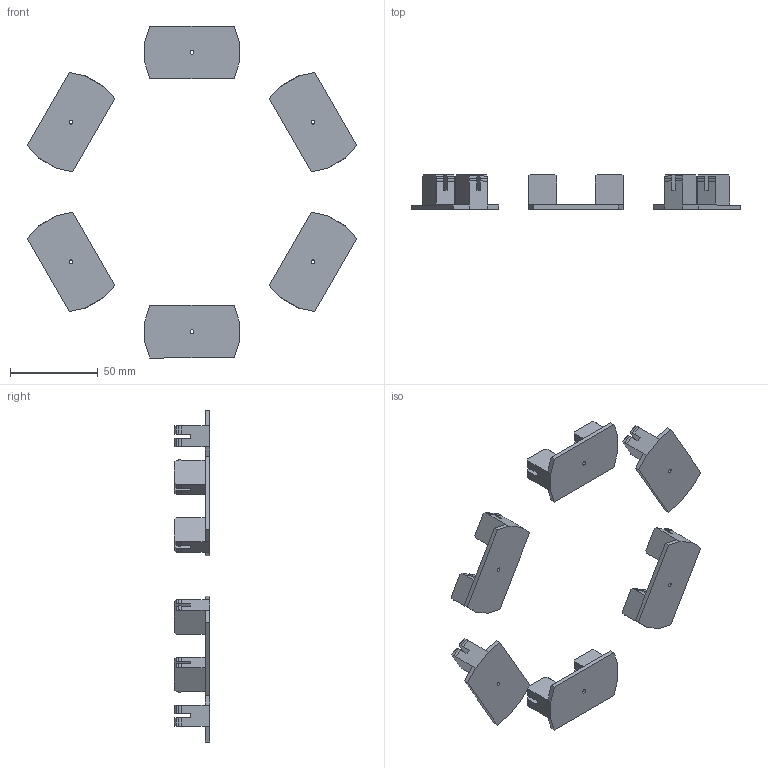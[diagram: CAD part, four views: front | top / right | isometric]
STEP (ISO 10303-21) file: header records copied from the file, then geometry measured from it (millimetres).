
FILE_DESCRIPTION(/* description */ (''),/* implementation_level */ '2;1');
FILE_NAME(/* name */ 'Connectors.stp',/* time_stamp */ '2025-09-12T00:14:30+02:00',/* author */ (''),/* organization */ (''),/* preprocessor_version */ 'ST-DEVELOPER v20.1',/* originating_system */ 'Autodesk Translation Framework v14.10.0.0',/* authorisation */ '');
FILE_SCHEMA (('AUTOMOTIVE_DESIGN { 1 0 10303 214 3 1 1 }'));
Length unit declared in the file: millimetre
Products named in the file (1): Connectors
Bounding box: 187.82 x 20 x 189.14 mm (x, y, z)
Volume: 58998.2 mm3; surface area: 35561.4 mm2
Topology: 6 solids, 6 shells, 312 faces, 870 edges, 570 vertices
Faces by surface type: plane 252, cylinder 54, cone 6
Full cylindrical faces by diameter (mm): 2.2 x6
Entity records: 9920 total; most frequent: CARTESIAN_POINT 1753, ORIENTED_EDGE 1740, DIRECTION 1610, EDGE_CURVE 870, LINE 756, VECTOR 756, VERTEX_POINT 570, AXIS2_PLACEMENT_3D 427
